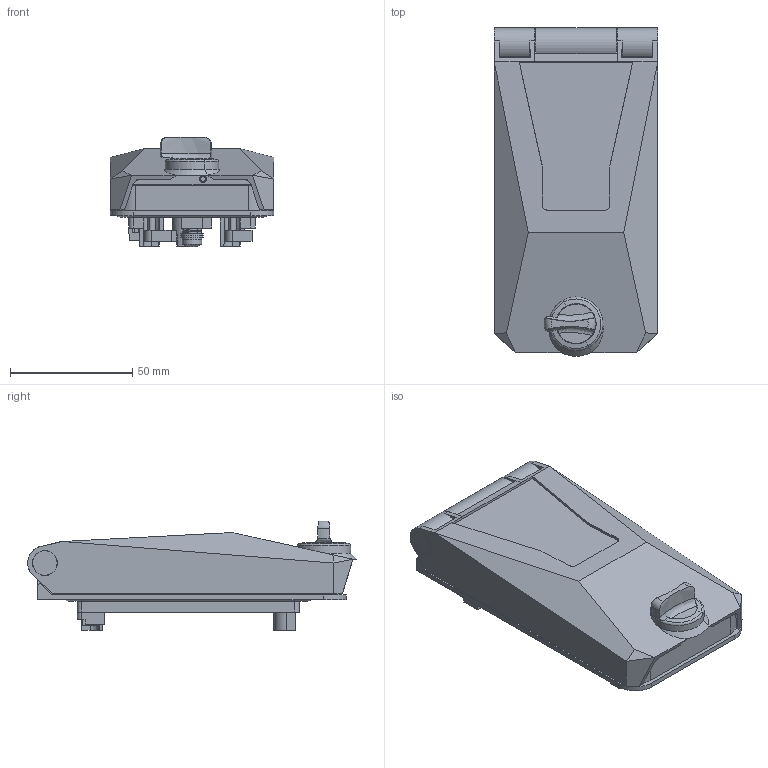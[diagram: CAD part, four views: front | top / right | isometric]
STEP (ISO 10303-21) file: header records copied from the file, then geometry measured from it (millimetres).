
FILE_DESCRIPTION(('CATIA V5 STEP Exchange','CAx-IF Rec.Pracs.--- Model Styling and Organization---1.4--- 2014-01-23'),'2;1');
FILE_NAME ('1120371-4_1_2669630000_2669630000.stp','2020-05-14T05:47:56+00:00',('none'),('Weidmueller'),'CATIA Version 5-6 Release 2016 SP3 HF44','CATIA V5 STEP AP214','none');
FILE_SCHEMA(('AUTOMOTIVE_DESIGN { 1 0 10303 214 1 1 1 1 }'));
Length unit declared in the file: millimetre
Products named in the file (1): 2669630000
Bounding box: 66.9 x 134.14 x 44.78 mm (x, y, z)
Volume: 96618 mm3; surface area: 67117.6 mm2
Topology: 18 solids, 18 shells, 830 faces, 2203 edges, 1411 vertices
Faces by surface type: plane 457, cylinder 178, cone 103, torus 44, bspline 22, sphere 16, extrusion 10
Entity records: 26609 total; most frequent: CARTESIAN_POINT 7745, ORIENTED_EDGE 4390, DIRECTION 2966, EDGE_CURVE 2195, VERTEX_POINT 1412, VECTOR 1163, AXIS2_PLACEMENT_3D 1157, LINE 1153
